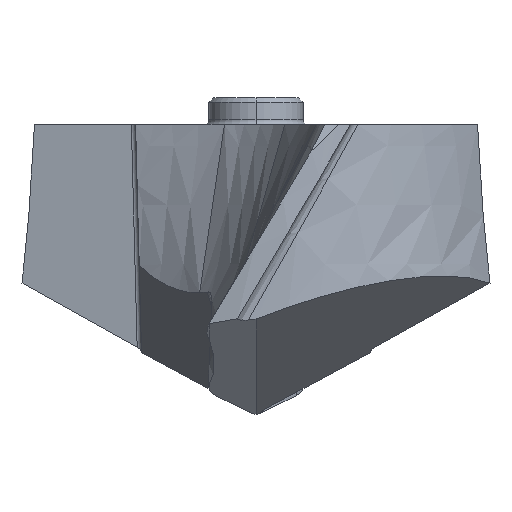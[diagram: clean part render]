
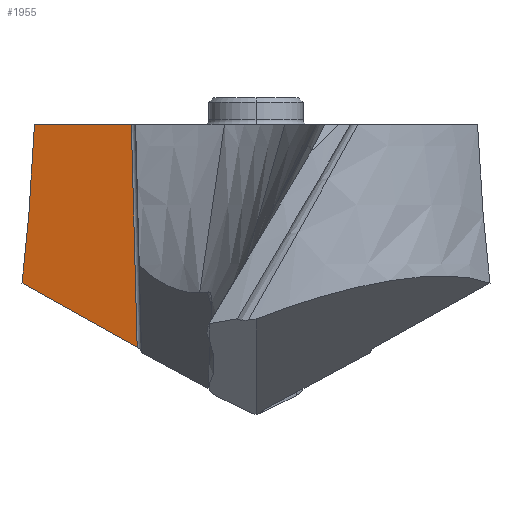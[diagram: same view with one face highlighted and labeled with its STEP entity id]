
A CAD part, left-side view. The second image highlights one B-rep face of the part: STEP entity #1955.
In plain terms, the highlighted planar face has unit normal (-0.925, 0.337, 0.174).
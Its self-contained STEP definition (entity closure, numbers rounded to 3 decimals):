
#190=DIRECTION('',(0.342,0.94,0.));
#191=VECTOR('',#190,3.247);
#192=CARTESIAN_POINT('',(3.186,3.929,0.));
#193=LINE('',#192,#191);
#432=DIRECTION('',(-0.379,-0.808,-0.451));
#433=VECTOR('',#432,4.49);
#434=CARTESIAN_POINT('',(3.503,7.374,-4.993));
#435=LINE('',#434,#433);
#440=CARTESIAN_POINT('',(4.296,6.979,0.));
#441=CARTESIAN_POINT('',(4.231,7.,-0.386));
#442=CARTESIAN_POINT('',(4.109,7.04,-1.114));
#443=CARTESIAN_POINT('',(3.952,7.1,-2.069));
#444=CARTESIAN_POINT('',(3.819,7.162,-2.898));
#445=CARTESIAN_POINT('',(3.702,7.227,-3.645));
#446=CARTESIAN_POINT('',(3.598,7.297,-4.338));
#447=CARTESIAN_POINT('',(3.533,7.347,-4.779));
#448=CARTESIAN_POINT('',(3.503,7.374,-4.993));
#450=CARTESIAN_POINT('',(3.503,7.374,-4.993));
#475=CARTESIAN_POINT('',(3.186,3.929,0.));
#491=DIRECTION('',(0.193,0.026,0.981));
#492=VECTOR('',#491,7.155);
#493=CARTESIAN_POINT('',(1.802,3.745,-7.018));
#494=LINE('',#493,#492);
#1054=VERTEX_POINT('',#475);
#1055=CARTESIAN_POINT('',(4.296,6.979,0.));
#1056=VERTEX_POINT('',#1055);
#1094=VERTEX_POINT('',#450);
#1095=CARTESIAN_POINT('',(1.802,3.745,-7.018));
#1096=VERTEX_POINT('',#1095);
#1943=CARTESIAN_POINT('',(-0.398,3.326,
-17.929));
#1944=DIRECTION('',(0.925,-0.337,-0.174));
#1945=DIRECTION('',(0.326,0.941,-0.089));
#1946=AXIS2_PLACEMENT_3D('',#1943,#1944,#1945);
#1947=PLANE('',#1946);
#1948=ORIENTED_EDGE('',*,*,#1418,.F.);
#1950=ORIENTED_EDGE('',*,*,#1949,.F.);
#1951=ORIENTED_EDGE('',*,*,#1836,.F.);
#1952=ORIENTED_EDGE('',*,*,#1928,.F.);
#1953=EDGE_LOOP('',(#1948,#1950,#1951,#1952));
#1954=FACE_OUTER_BOUND('',#1953,.F.);
#449=B_SPLINE_CURVE_WITH_KNOTS('',3,(#440,#441,#442,#443,#444,#445,#446,#447,
#448),.UNSPECIFIED.,.F.,.F.,(4,1,1,1,1,1,4),(0.,0.167,
0.333,0.5,0.667,0.833,1.),
.UNSPECIFIED.);
#1418=EDGE_CURVE('',#1054,#1056,#193,.T.);
#1836=EDGE_CURVE('',#1094,#1096,#435,.T.);
#1928=EDGE_CURVE('',#1056,#1094,#449,.T.);
#1949=EDGE_CURVE('',#1096,#1054,#494,.T.);
#1955=ADVANCED_FACE('',(#1954),#1947,.F.);
